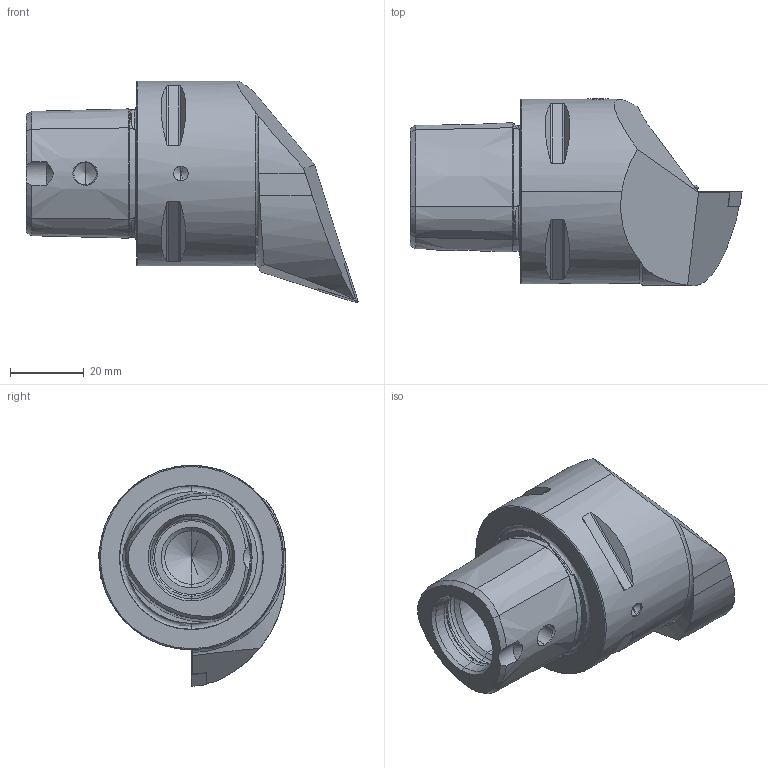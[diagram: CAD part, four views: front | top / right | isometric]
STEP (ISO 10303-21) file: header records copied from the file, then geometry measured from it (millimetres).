
FILE_DESCRIPTION (( 'STEP AP214' ), '1' );
FILE_NAME ('PS5.KDB.RHA.060-HP.STEP', '2020-09-11T12:10:23', ( '' ), ( '' ), 'SwSTEP 2.0', 'SolidWorks 2017', '' );
FILE_SCHEMA (( 'AUTOMOTIVE_DESIGN' ));
Length unit declared in the file: millimetre
Products named in the file (10): CHP-ER1.008.014_A; DIN 3771 - 13x1; DCMT11T304; ISO 8752 2x8; DIN 7991 - M5x15; CHP-ER1.015.006; WCB-ER2.001.009_A; PS5-KDB.RHA.060-HP_C; CHP-ER1.015.006_A; PS5.KDB.RHA.060-HP
Assembly tree (9 placements, depth 3):
  PS5.KDB.RHA.060-HP
    PS5-KDB.RHA.060-HP_C
    DCMT11T304
    WCB-ER2.001.009_A
    CHP-ER1.015.006
      CHP-ER1.015.006_A
      DIN 3771 - 13x1
      DIN 7991 - M5x15
    ISO 8752 2x8
    CHP-ER1.008.014_A
Bounding box: 90 x 50.71 x 60 mm (x, y, z)
Volume: 92318.6 mm3; surface area: 21291.8 mm2
Topology: 8 solids, 8 shells, 373 faces, 882 edges, 518 vertices
Faces by surface type: cone 117, cylinder 98, plane 90, torus 50, bspline 16, sphere 2
Entity records: 12354 total; most frequent: CARTESIAN_POINT 3595, DIRECTION 1747, ORIENTED_EDGE 1716, EDGE_CURVE 858, AXIS2_PLACEMENT_3D 712, VERTEX_POINT 518, EDGE_LOOP 404, FACE_OUTER_BOUND 373
